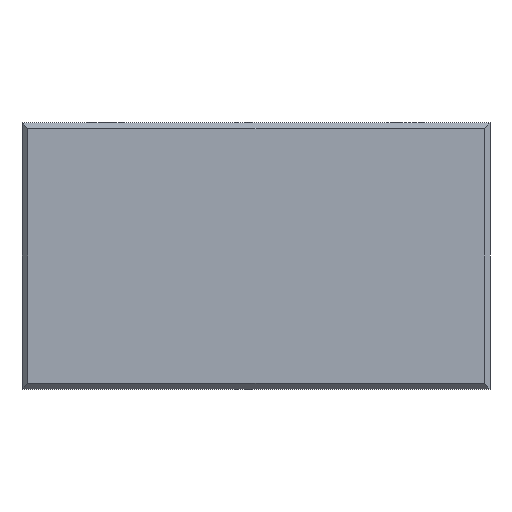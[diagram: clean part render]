
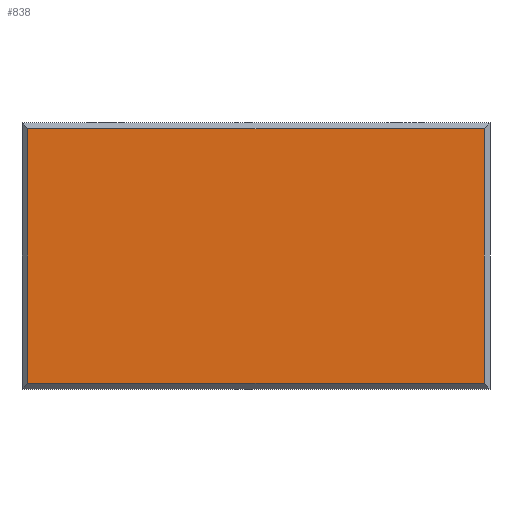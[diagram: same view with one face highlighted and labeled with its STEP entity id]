
A CAD part, front view. The second image highlights one B-rep face of the part: STEP entity #838.
In plain terms, the highlighted planar face has unit normal (0, -1, 0).
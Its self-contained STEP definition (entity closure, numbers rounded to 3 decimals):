
#107 = CARTESIAN_POINT ( 'NONE',  ( 19.25, -0.5, 11.25 ) ) ;
#209 = EDGE_CURVE ( 'NONE', #774, #1624, #1137, .T. ) ;
#340 = ORIENTED_EDGE ( 'NONE', *, *, #209, .T. ) ;
#497 = EDGE_CURVE ( 'NONE', #2756, #774, #2555, .T. ) ;
#522 = EDGE_CURVE ( 'NONE', #2637, #2756, #2697, .T. ) ;
#561 = CARTESIAN_POINT ( 'NONE',  ( -19.25, -0.5, -11.25 ) ) ;
#681 = VECTOR ( 'NONE', #1462, 1000. ) ;
#717 = EDGE_CURVE ( 'NONE', #1624, #2637, #3255, .T. ) ;
#774 = VERTEX_POINT ( 'NONE', #2849 ) ;
#804 = PLANE ( 'NONE',  #2131 ) ;
#838 = ADVANCED_FACE ( 'NONE', ( #2545 ), #804, .F. ) ;
#1108 = DIRECTION ( 'NONE',  ( 0., 0., 1. ) ) ;
#1137 = LINE ( 'NONE', #3091, #1600 ) ;
#1241 = EDGE_LOOP ( 'NONE', ( #2755, #2711, #3262, #340 ) ) ;
#1462 = DIRECTION ( 'NONE',  ( 1., 0., 0. ) ) ;
#1542 = DIRECTION ( 'NONE',  ( 0., 0., 1. ) ) ;
#1600 = VECTOR ( 'NONE', #3550, 1000. ) ;
#1624 = VERTEX_POINT ( 'NONE', #2824 ) ;
#1792 = CARTESIAN_POINT ( 'NONE',  ( 0., -0.5, 0. ) ) ;
#1822 = VECTOR ( 'NONE', #1542, 1000. ) ;
#1872 = CARTESIAN_POINT ( 'NONE',  ( 19.25, -0.5, -10.75 ) ) ;
#2131 = AXIS2_PLACEMENT_3D ( 'NONE', #1792, #3427, #1108 ) ;
#2545 = FACE_OUTER_BOUND ( 'NONE', #1241, .T. ) ;
#2555 = LINE ( 'NONE', #107, #1822 ) ;
#2637 = VERTEX_POINT ( 'NONE', #3513 ) ;
#2697 = LINE ( 'NONE', #2919, #681 ) ;
#2711 = ORIENTED_EDGE ( 'NONE', *, *, #522, .T. ) ;
#2745 = VECTOR ( 'NONE', #2893, 1000. ) ;
#2755 = ORIENTED_EDGE ( 'NONE', *, *, #717, .T. ) ;
#2756 = VERTEX_POINT ( 'NONE', #1872 ) ;
#2824 = CARTESIAN_POINT ( 'NONE',  ( -19.25, -0.5, 10.75 ) ) ;
#2849 = CARTESIAN_POINT ( 'NONE',  ( 19.25, -0.5, 10.75 ) ) ;
#2893 = DIRECTION ( 'NONE',  ( 0., 0., -1. ) ) ;
#2919 = CARTESIAN_POINT ( 'NONE',  ( 19.75, -0.5, -10.75 ) ) ;
#3091 = CARTESIAN_POINT ( 'NONE',  ( -19.75, -0.5, 10.75 ) ) ;
#3255 = LINE ( 'NONE', #561, #2745 ) ;
#3262 = ORIENTED_EDGE ( 'NONE', *, *, #497, .T. ) ;
#3427 = DIRECTION ( 'NONE',  ( 0., 1., 0. ) ) ;
#3513 = CARTESIAN_POINT ( 'NONE',  ( -19.25, -0.5, -10.75 ) ) ;
#3550 = DIRECTION ( 'NONE',  ( -1., 0., 0. ) ) ;
